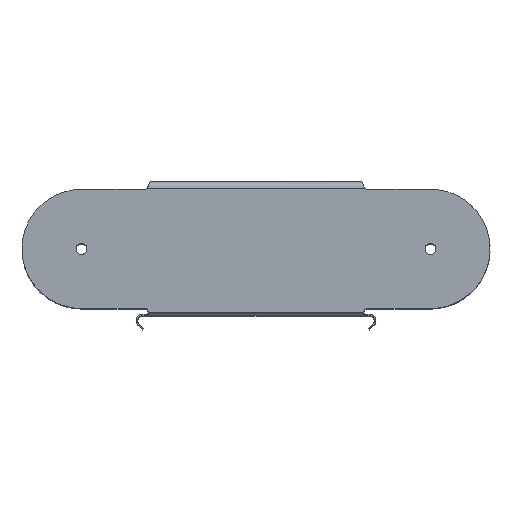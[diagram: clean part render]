
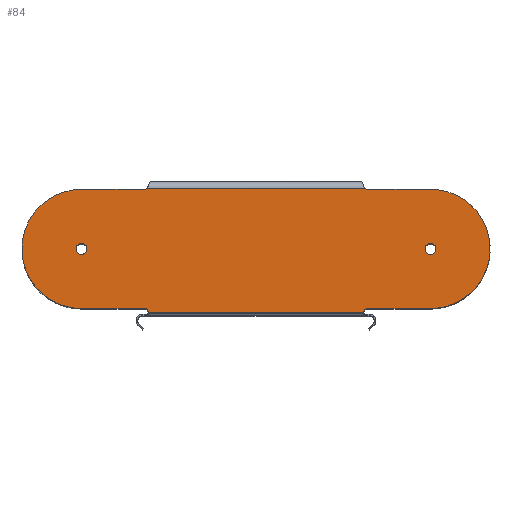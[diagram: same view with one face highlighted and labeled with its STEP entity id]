
A CAD part, top view. The second image highlights one B-rep face of the part: STEP entity #84.
In plain terms, the highlighted planar face has unit normal (0, 0, 1).
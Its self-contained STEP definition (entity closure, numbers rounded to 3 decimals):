
#18=FACE_BOUND('',#317,.T.);
#19=FACE_BOUND('',#318,.T.);
#84=ADVANCED_FACE('',(#198,#18,#19),#1719,.T.);
#198=FACE_OUTER_BOUND('',#316,.T.);
#316=EDGE_LOOP('',(#666,#667,#668,#669,#670,#671,#672,#673,#674,#675,#676,
#677,#678,#679));
#317=EDGE_LOOP('',(#680,#681));
#318=EDGE_LOOP('',(#682,#683));
#666=ORIENTED_EDGE('',*,*,#1090,.T.);
#667=ORIENTED_EDGE('',*,*,#1086,.T.);
#668=ORIENTED_EDGE('',*,*,#1098,.T.);
#669=ORIENTED_EDGE('',*,*,#1103,.T.);
#670=ORIENTED_EDGE('',*,*,#1080,.F.);
#671=ORIENTED_EDGE('',*,*,#1122,.T.);
#672=ORIENTED_EDGE('',*,*,#1125,.T.);
#673=ORIENTED_EDGE('',*,*,#1085,.T.);
#674=ORIENTED_EDGE('',*,*,#1130,.T.);
#675=ORIENTED_EDGE('',*,*,#1084,.T.);
#676=ORIENTED_EDGE('',*,*,#1083,.T.);
#677=ORIENTED_EDGE('',*,*,#1082,.T.);
#678=ORIENTED_EDGE('',*,*,#1161,.T.);
#679=ORIENTED_EDGE('',*,*,#1081,.T.);
#680=ORIENTED_EDGE('',*,*,#1171,.T.);
#681=ORIENTED_EDGE('',*,*,#1169,.T.);
#682=ORIENTED_EDGE('',*,*,#1177,.T.);
#683=ORIENTED_EDGE('',*,*,#1173,.T.);
#1080=EDGE_CURVE('',#1572,#1574,#1388,.T.);
#1081=EDGE_CURVE('',#1577,#1575,#1389,.T.);
#1082=EDGE_CURVE('',#1579,#1578,#1390,.T.);
#1083=EDGE_CURVE('',#1580,#1579,#1234,.T.);
#1084=EDGE_CURVE('',#1581,#1580,#1391,.T.);
#1085=EDGE_CURVE('',#1583,#1582,#1392,.T.);
#1086=EDGE_CURVE('',#1576,#1586,#1393,.T.);
#1090=EDGE_CURVE('',#1575,#1576,#1236,.T.);
#1098=EDGE_CURVE('',#1586,#1585,#1237,.T.);
#1103=EDGE_CURVE('',#1585,#1574,#1240,.T.);
#1122=EDGE_CURVE('',#1572,#1584,#1247,.T.);
#1125=EDGE_CURVE('',#1584,#1583,#1249,.T.);
#1130=EDGE_CURVE('',#1582,#1581,#1252,.T.);
#1161=EDGE_CURVE('',#1578,#1577,#1254,.T.);
#1169=EDGE_CURVE('',#1587,#1588,#1257,.T.);
#1171=EDGE_CURVE('',#1588,#1587,#1258,.T.);
#1173=EDGE_CURVE('',#1589,#1590,#1260,.T.);
#1177=EDGE_CURVE('',#1590,#1589,#1263,.T.);
#1234=(
BOUNDED_CURVE()
B_SPLINE_CURVE(2,(#4170,#4171,#4172),.UNSPECIFIED.,.F.,.F.)
B_SPLINE_CURVE_WITH_KNOTS((3,3),(0.,2.334),.UNSPECIFIED.)
CURVE()
GEOMETRIC_REPRESENTATION_ITEM()
RATIONAL_B_SPLINE_CURVE((1.,0.936,1.))
REPRESENTATION_ITEM('')
);
#1236=(
BOUNDED_CURVE()
B_SPLINE_CURVE(2,(#4188,#4189,#4190,#4191,#4192),.UNSPECIFIED.,.F.,.F.)
B_SPLINE_CURVE_WITH_KNOTS((3,2,3),(0.,76.969,153.938),
 .UNSPECIFIED.)
CURVE()
GEOMETRIC_REPRESENTATION_ITEM()
RATIONAL_B_SPLINE_CURVE((1.,0.707,1.,0.707,1.))
REPRESENTATION_ITEM('')
);
#1237=(
BOUNDED_CURVE()
B_SPLINE_CURVE(2,(#4207,#4208,#4209),.UNSPECIFIED.,.F.,.F.)
B_SPLINE_CURVE_WITH_KNOTS((3,3),(0.,5.105),.UNSPECIFIED.)
CURVE()
GEOMETRIC_REPRESENTATION_ITEM()
RATIONAL_B_SPLINE_CURVE((1.,0.707,1.))
REPRESENTATION_ITEM('')
);
#1240=(
BOUNDED_CURVE()
B_SPLINE_CURVE(2,(#4220,#4221,#4222),.UNSPECIFIED.,.F.,.F.)
B_SPLINE_CURVE_WITH_KNOTS((3,3),(0.,0.449),.UNSPECIFIED.)
CURVE()
GEOMETRIC_REPRESENTATION_ITEM()
RATIONAL_B_SPLINE_CURVE((1.,0.998,1.))
REPRESENTATION_ITEM('')
);
#1247=(
BOUNDED_CURVE()
B_SPLINE_CURVE(2,(#4295,#4296,#4297),.UNSPECIFIED.,.F.,.F.)
B_SPLINE_CURVE_WITH_KNOTS((3,3),(0.,0.449),.UNSPECIFIED.)
CURVE()
GEOMETRIC_REPRESENTATION_ITEM()
RATIONAL_B_SPLINE_CURVE((1.,0.998,1.))
REPRESENTATION_ITEM('')
);
#1249=(
BOUNDED_CURVE()
B_SPLINE_CURVE(2,(#4303,#4304,#4305),.UNSPECIFIED.,.F.,.F.)
B_SPLINE_CURVE_WITH_KNOTS((3,3),(0.,5.105),.UNSPECIFIED.)
CURVE()
GEOMETRIC_REPRESENTATION_ITEM()
RATIONAL_B_SPLINE_CURVE((1.,0.707,1.))
REPRESENTATION_ITEM('')
);
#1252=(
BOUNDED_CURVE()
B_SPLINE_CURVE(2,(#4318,#4319,#4320,#4321,#4322),.UNSPECIFIED.,.F.,.F.)
B_SPLINE_CURVE_WITH_KNOTS((3,2,3),(0.,76.969,153.938),
 .UNSPECIFIED.)
CURVE()
GEOMETRIC_REPRESENTATION_ITEM()
RATIONAL_B_SPLINE_CURVE((1.,0.707,1.,0.707,1.))
REPRESENTATION_ITEM('')
);
#1254=(
BOUNDED_CURVE()
B_SPLINE_CURVE(2,(#4436,#4437,#4438),.UNSPECIFIED.,.F.,.F.)
B_SPLINE_CURVE_WITH_KNOTS((3,3),(0.,2.334),.UNSPECIFIED.)
CURVE()
GEOMETRIC_REPRESENTATION_ITEM()
RATIONAL_B_SPLINE_CURVE((1.,0.936,1.))
REPRESENTATION_ITEM('')
);
#1257=(
BOUNDED_CURVE()
B_SPLINE_CURVE(2,(#4457,#4458,#4459,#4460,#4461),.UNSPECIFIED.,.F.,.F.)
B_SPLINE_CURVE_WITH_KNOTS((3,2,3),(0.,7.069,14.137),
 .UNSPECIFIED.)
CURVE()
GEOMETRIC_REPRESENTATION_ITEM()
RATIONAL_B_SPLINE_CURVE((1.,0.707,1.,0.707,1.))
REPRESENTATION_ITEM('')
);
#1258=(
BOUNDED_CURVE()
B_SPLINE_CURVE(2,(#4464,#4465,#4466,#4467,#4468),.UNSPECIFIED.,.F.,.F.)
B_SPLINE_CURVE_WITH_KNOTS((3,2,3),(0.,7.069,14.137),
 .UNSPECIFIED.)
CURVE()
GEOMETRIC_REPRESENTATION_ITEM()
RATIONAL_B_SPLINE_CURVE((1.,0.707,1.,0.707,1.))
REPRESENTATION_ITEM('')
);
#1260=(
BOUNDED_CURVE()
B_SPLINE_CURVE(2,(#4474,#4475,#4476,#4477,#4478),.UNSPECIFIED.,.F.,.F.)
B_SPLINE_CURVE_WITH_KNOTS((3,2,3),(0.,7.069,14.137),
 .UNSPECIFIED.)
CURVE()
GEOMETRIC_REPRESENTATION_ITEM()
RATIONAL_B_SPLINE_CURVE((1.,0.707,1.,0.707,1.))
REPRESENTATION_ITEM('')
);
#1263=(
BOUNDED_CURVE()
B_SPLINE_CURVE(2,(#4491,#4492,#4493,#4494,#4495),.UNSPECIFIED.,.F.,.F.)
B_SPLINE_CURVE_WITH_KNOTS((3,2,3),(0.,7.069,14.137),
 .UNSPECIFIED.)
CURVE()
GEOMETRIC_REPRESENTATION_ITEM()
RATIONAL_B_SPLINE_CURVE((1.,0.707,1.,0.707,1.))
REPRESENTATION_ITEM('')
);
#1388=B_SPLINE_CURVE_WITH_KNOTS('',1,(#4164,#4165),.UNSPECIFIED.,.F.,.F.,
(2,2),(0.,177.062),.UNSPECIFIED.);
#1389=B_SPLINE_CURVE_WITH_KNOTS('',1,(#4166,#4167),.UNSPECIFIED.,.F.,.F.,
(2,2),(0.,51.756),.UNSPECIFIED.);
#1390=B_SPLINE_CURVE_WITH_KNOTS('',1,(#4168,#4169),.UNSPECIFIED.,.F.,.F.,
(2,2),(-179.211,0.),.UNSPECIFIED.);
#1391=B_SPLINE_CURVE_WITH_KNOTS('',1,(#4173,#4174),.UNSPECIFIED.,.F.,.F.,
(2,2),(-51.756,0.),.UNSPECIFIED.);
#1392=B_SPLINE_CURVE_WITH_KNOTS('',1,(#4175,#4176),.UNSPECIFIED.,.F.,.F.,
(2,2),(-51.75,0.),.UNSPECIFIED.);
#1393=B_SPLINE_CURVE_WITH_KNOTS('',1,(#4177,#4178),.UNSPECIFIED.,.F.,.F.,
(2,2),(-51.75,0.),.UNSPECIFIED.);
#1572=VERTEX_POINT('',#3576);
#1574=VERTEX_POINT('',#3578);
#1575=VERTEX_POINT('',#3579);
#1576=VERTEX_POINT('',#3580);
#1577=VERTEX_POINT('',#3581);
#1578=VERTEX_POINT('',#3582);
#1579=VERTEX_POINT('',#3583);
#1580=VERTEX_POINT('',#3584);
#1581=VERTEX_POINT('',#3585);
#1582=VERTEX_POINT('',#3586);
#1583=VERTEX_POINT('',#3587);
#1584=VERTEX_POINT('',#3588);
#1585=VERTEX_POINT('',#3589);
#1586=VERTEX_POINT('',#3590);
#1587=VERTEX_POINT('',#3591);
#1588=VERTEX_POINT('',#3592);
#1589=VERTEX_POINT('',#3593);
#1590=VERTEX_POINT('',#3594);
#1719=PLANE('',#1861);
#1861=AXIS2_PLACEMENT_3D('',#2823,#1918,$);
#1918=DIRECTION('',(0.,0.,1.));
#2823=CARTESIAN_POINT('',(-231.772,-8.772,150.));
#3576=CARTESIAN_POINT('',(88.531,2.25,150.));
#3578=CARTESIAN_POINT('',(-88.531,2.25,150.));
#3579=CARTESIAN_POINT('',(-143.5,103.947,150.));
#3580=CARTESIAN_POINT('',(-143.5,5.947,150.));
#3581=CARTESIAN_POINT('',(-91.744,103.947,150.));
#3582=CARTESIAN_POINT('',(-89.605,104.75,150.));
#3583=CARTESIAN_POINT('',(89.605,104.75,150.));
#3584=CARTESIAN_POINT('',(91.744,103.947,150.));
#3585=CARTESIAN_POINT('',(143.5,103.947,150.));
#3586=CARTESIAN_POINT('',(143.5,5.947,150.));
#3587=CARTESIAN_POINT('',(91.75,5.947,150.));
#3588=CARTESIAN_POINT('',(88.5,2.697,150.));
#3589=CARTESIAN_POINT('',(-88.5,2.697,150.));
#3590=CARTESIAN_POINT('',(-91.75,5.947,150.));
#3591=CARTESIAN_POINT('',(-143.5,50.447,150.));
#3592=CARTESIAN_POINT('',(-143.5,59.447,150.));
#3593=CARTESIAN_POINT('',(143.5,59.447,150.));
#3594=CARTESIAN_POINT('',(143.5,50.447,150.));
#4164=CARTESIAN_POINT('',(88.531,2.25,150.));
#4165=CARTESIAN_POINT('',(-88.531,2.25,150.));
#4166=CARTESIAN_POINT('',(-91.744,103.947,150.));
#4167=CARTESIAN_POINT('',(-143.5,103.947,150.));
#4168=CARTESIAN_POINT('',(89.605,104.75,150.));
#4169=CARTESIAN_POINT('',(-89.605,104.75,150.));
#4170=CARTESIAN_POINT('',(91.744,103.947,150.));
#4171=CARTESIAN_POINT('',(90.524,103.947,150.));
#4172=CARTESIAN_POINT('',(89.605,104.75,150.));
#4173=CARTESIAN_POINT('',(143.5,103.947,150.));
#4174=CARTESIAN_POINT('',(91.744,103.947,150.));
#4175=CARTESIAN_POINT('',(91.75,5.947,150.));
#4176=CARTESIAN_POINT('',(143.5,5.947,150.));
#4177=CARTESIAN_POINT('',(-143.5,5.947,150.));
#4178=CARTESIAN_POINT('',(-91.75,5.947,150.));
#4188=CARTESIAN_POINT('',(-143.5,103.947,150.));
#4189=CARTESIAN_POINT('',(-192.5,103.947,150.));
#4190=CARTESIAN_POINT('',(-192.5,54.947,150.));
#4191=CARTESIAN_POINT('',(-192.5,5.947,150.));
#4192=CARTESIAN_POINT('',(-143.5,5.947,150.));
#4207=CARTESIAN_POINT('',(-91.75,5.947,150.));
#4208=CARTESIAN_POINT('',(-88.5,5.947,150.));
#4209=CARTESIAN_POINT('',(-88.5,2.697,150.));
#4220=CARTESIAN_POINT('',(-88.5,2.697,150.));
#4221=CARTESIAN_POINT('',(-88.5,2.473,150.));
#4222=CARTESIAN_POINT('',(-88.531,2.25,150.));
#4295=CARTESIAN_POINT('',(88.531,2.25,150.));
#4296=CARTESIAN_POINT('',(88.5,2.473,150.));
#4297=CARTESIAN_POINT('',(88.5,2.697,150.));
#4303=CARTESIAN_POINT('',(88.5,2.697,150.));
#4304=CARTESIAN_POINT('',(88.5,5.947,150.));
#4305=CARTESIAN_POINT('',(91.75,5.947,150.));
#4318=CARTESIAN_POINT('',(143.5,5.947,150.));
#4319=CARTESIAN_POINT('',(192.5,5.947,150.));
#4320=CARTESIAN_POINT('',(192.5,54.947,150.));
#4321=CARTESIAN_POINT('',(192.5,103.947,150.));
#4322=CARTESIAN_POINT('',(143.5,103.947,150.));
#4436=CARTESIAN_POINT('',(-89.605,104.75,150.));
#4437=CARTESIAN_POINT('',(-90.524,103.947,150.));
#4438=CARTESIAN_POINT('',(-91.744,103.947,150.));
#4457=CARTESIAN_POINT('',(-143.5,50.447,150.));
#4458=CARTESIAN_POINT('',(-148.,50.447,150.));
#4459=CARTESIAN_POINT('',(-148.,54.947,150.));
#4460=CARTESIAN_POINT('',(-148.,59.447,150.));
#4461=CARTESIAN_POINT('',(-143.5,59.447,150.));
#4464=CARTESIAN_POINT('',(-143.5,59.447,150.));
#4465=CARTESIAN_POINT('',(-139.,59.447,150.));
#4466=CARTESIAN_POINT('',(-139.,54.947,150.));
#4467=CARTESIAN_POINT('',(-139.,50.447,150.));
#4468=CARTESIAN_POINT('',(-143.5,50.447,150.));
#4474=CARTESIAN_POINT('',(143.5,59.447,150.));
#4475=CARTESIAN_POINT('',(148.,59.447,150.));
#4476=CARTESIAN_POINT('',(148.,54.947,150.));
#4477=CARTESIAN_POINT('',(148.,50.447,150.));
#4478=CARTESIAN_POINT('',(143.5,50.447,150.));
#4491=CARTESIAN_POINT('',(143.5,50.447,150.));
#4492=CARTESIAN_POINT('',(139.,50.447,150.));
#4493=CARTESIAN_POINT('',(139.,54.947,150.));
#4494=CARTESIAN_POINT('',(139.,59.447,150.));
#4495=CARTESIAN_POINT('',(143.5,59.447,150.));
